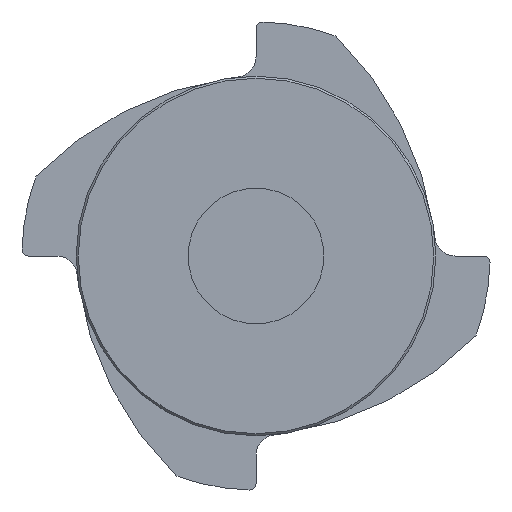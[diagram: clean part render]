
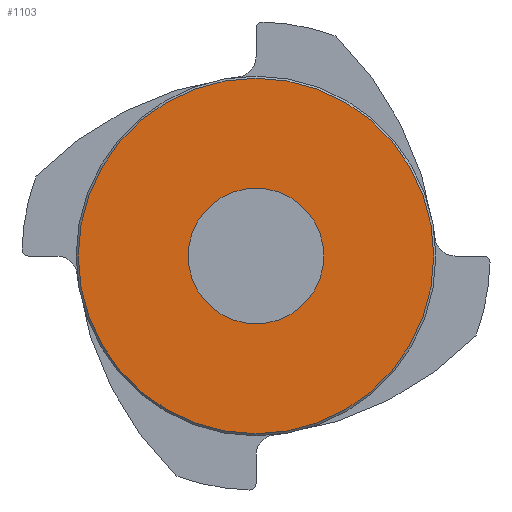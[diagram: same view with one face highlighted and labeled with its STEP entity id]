
A CAD part, front view. The second image highlights one B-rep face of the part: STEP entity #1103.
In plain terms, the highlighted planar face has unit normal (0, -1, 0).
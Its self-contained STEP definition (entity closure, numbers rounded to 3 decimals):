
#84=CARTESIAN_POINT('',(10.0,0.,0.));
#85=VERTEX_POINT('',#84);
#86=CARTESIAN_POINT('',(0.0,0.,0.));
#87=DIRECTION('',(0.0,1.0,0.0));
#88=DIRECTION('',(-1.0,0.0,0.0));
#89=AXIS2_PLACEMENT_3D('',#86,#87,#88);
#90=CIRCLE('',#89,10.0);
#91=EDGE_CURVE('',#85,#85,#90,.T.);
#1049=CARTESIAN_POINT('',(0.,0.,26.2));
#1050=VERTEX_POINT('',#1049);
#1051=CARTESIAN_POINT('',(0.0,0.,0.));
#1052=DIRECTION('',(0.0,1.0,0.0));
#1053=DIRECTION('',(0.0,0.0,-1.0));
#1054=AXIS2_PLACEMENT_3D('',#1051,#1052,#1053);
#1055=CIRCLE('',#1054,26.2);
#1056=EDGE_CURVE('',#1050,#1050,#1055,.T.);
#1092=CARTESIAN_POINT('',(0.0,0.0,13.25));
#1093=DIRECTION('',(0.0,-1.0,0.0));
#1094=DIRECTION('',(0.0,0.0,-1.0));
#1095=AXIS2_PLACEMENT_3D('',#1092,#1093,#1094);
#1096=PLANE('',#1095);
#1097=ORIENTED_EDGE('',*,*,#1056,.F.);
#1098=EDGE_LOOP('',(#1097));
#1099=FACE_OUTER_BOUND('',#1098,.T.);
#1100=ORIENTED_EDGE('',*,*,#91,.T.);
#1101=EDGE_LOOP('',(#1100));
#1102=FACE_BOUND('',#1101,.T.);
#1103=ADVANCED_FACE('',(#1099,#1102),#1096,.T.);
